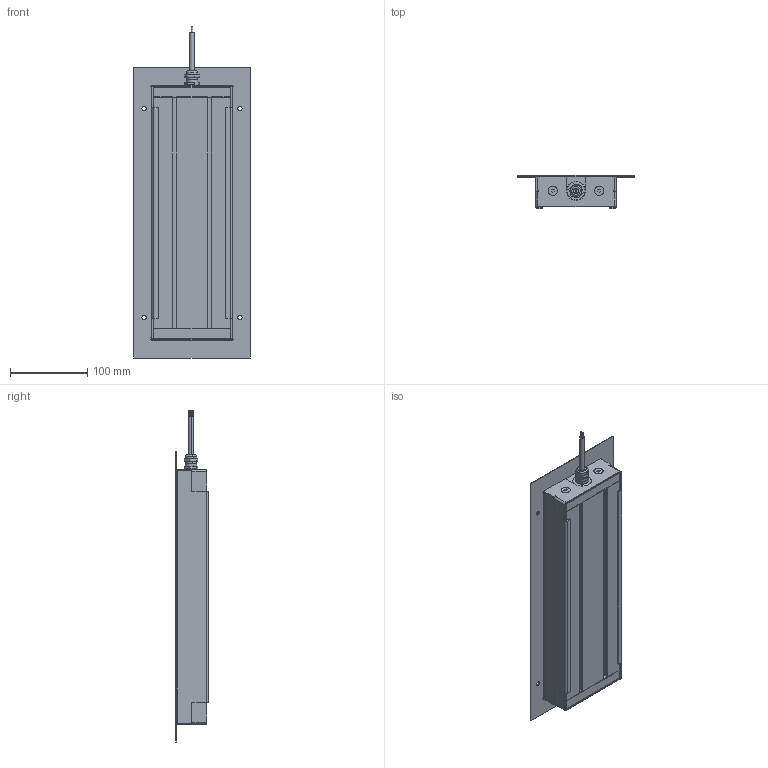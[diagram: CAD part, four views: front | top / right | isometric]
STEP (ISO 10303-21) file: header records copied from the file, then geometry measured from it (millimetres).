
FILE_DESCRIPTION (( 'STEP AP203' ), '1' );
FILE_NAME ('HN0221S0303.step', '2021-06-09T14:37:50', ( '' ), ( '' ), 'SwSTEP 2.0', 'SolidWorks 2021', '' );
FILE_SCHEMA (( 'CONFIG_CONTROL_DESIGN' ));
Length unit declared in the file: millimetre
Products named in the file (1): HN0221S0303
Bounding box: 150 x 42.5 x 429 mm (x, y, z)
Volume: 587707.1 mm3; surface area: 405192.4 mm2
Topology: 25 solids, 25 shells, 1175 faces, 3027 edges, 1920 vertices
Faces by surface type: plane 548, cylinder 411, cone 158, torus 58
Entity records: 35514 total; most frequent: DIRECTION 6323, CARTESIAN_POINT 6275, ORIENTED_EDGE 5974, EDGE_CURVE 2987, AXIS2_PLACEMENT_3D 2256, VERTEX_POINT 1920, LINE 1811, VECTOR 1811
